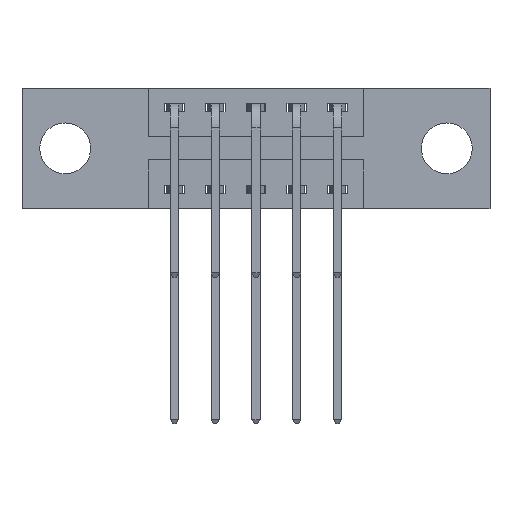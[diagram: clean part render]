
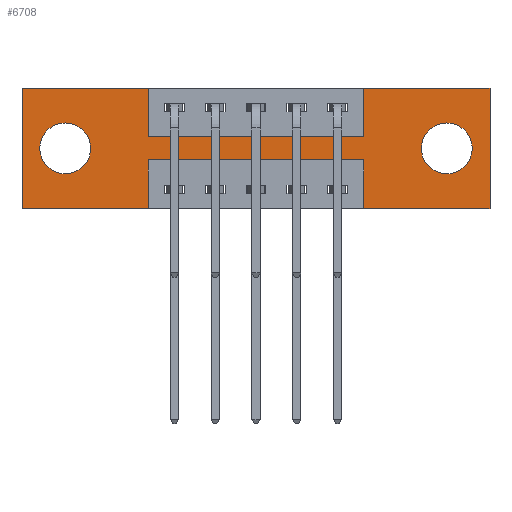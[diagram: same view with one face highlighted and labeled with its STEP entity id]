
A CAD part, front view. The second image highlights one B-rep face of the part: STEP entity #6708.
In plain terms, the highlighted planar face has unit normal (0, -1, 0).
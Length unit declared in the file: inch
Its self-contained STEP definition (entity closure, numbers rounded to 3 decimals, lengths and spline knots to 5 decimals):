
#262 = CARTESIAN_POINT ( 'NONE',  ( 1.435, 0., 0. ) ) ;
#337 = VERTEX_POINT ( 'NONE', #4125 ) ;
#411 = EDGE_CURVE ( 'NONE', #4912, #3759, #9485, .T. ) ;
#416 = EDGE_LOOP ( 'NONE', ( #9268, #3256 ) ) ;
#426 = EDGE_CURVE ( 'NONE', #3622, #9531, #9405, .T. ) ;
#454 = LINE ( 'NONE', #9954, #3614 ) ;
#477 = EDGE_CURVE ( 'NONE', #7262, #5875, #9261, .T. ) ;
#559 = VECTOR ( 'NONE', #4406, 39.37008 ) ;
#597 = LINE ( 'NONE', #4507, #559 ) ;
#623 = VECTOR ( 'NONE', #5050, 39.37008 ) ;
#662 = EDGE_CURVE ( 'NONE', #3759, #4912, #8395, .T. ) ;
#674 = LINE ( 'NONE', #4929, #623 ) ;
#811 = VECTOR ( 'NONE', #4701, 39.37008 ) ;
#857 = DIRECTION ( 'NONE',  ( 0., -1., 0. ) ) ;
#876 = LINE ( 'NONE', #4603, #811 ) ;
#936 = EDGE_CURVE ( 'NONE', #9531, #3622, #7554, .T. ) ;
#951 = CARTESIAN_POINT ( 'NONE',  ( 0.3875, 0., 0. ) ) ;
#1019 = ORIENTED_EDGE ( 'NONE', *, *, #411, .T. ) ;
#1139 = VERTEX_POINT ( 'NONE', #4924 ) ;
#1238 = VECTOR ( 'NONE', #2629, 39.37008 ) ;
#1332 = CARTESIAN_POINT ( 'NONE',  ( 0.1325, 0., -0.107 ) ) ;
#1375 = EDGE_CURVE ( 'NONE', #1139, #7262, #5573, .T. ) ;
#1382 = DIRECTION ( 'NONE',  ( 0., 0., 1. ) ) ;
#1791 = CARTESIAN_POINT ( 'NONE',  ( 1.0475, 0., -0.37 ) ) ;
#1833 = CARTESIAN_POINT ( 'NONE',  ( 0., 0., -0.37 ) ) ;
#1905 = EDGE_CURVE ( 'NONE', #5849, #1139, #3637, .T. ) ;
#2014 = ORIENTED_EDGE ( 'NONE', *, *, #5020, .F. ) ;
#2092 = ORIENTED_EDGE ( 'NONE', *, *, #8649, .F. ) ;
#2113 = CARTESIAN_POINT ( 'NONE',  ( 1.435, 0., 0. ) ) ;
#2214 = DIRECTION ( 'NONE',  ( -1., 0., 0. ) ) ;
#2239 = CARTESIAN_POINT ( 'NONE',  ( 0., 0., -0.37 ) ) ;
#2394 = DIRECTION ( 'NONE',  ( 0., 1., 0. ) ) ;
#2464 = ORIENTED_EDGE ( 'NONE', *, *, #2606, .F. ) ;
#2538 = ORIENTED_EDGE ( 'NONE', *, *, #4364, .F. ) ;
#2606 = EDGE_CURVE ( 'NONE', #337, #7931, #876, .T. ) ;
#2629 = DIRECTION ( 'NONE',  ( 1., 0., 0. ) ) ;
#2682 = EDGE_CURVE ( 'NONE', #3912, #337, #674, .T. ) ;
#2703 = EDGE_CURVE ( 'NONE', #5161, #3912, #597, .T. ) ;
#2759 = VERTEX_POINT ( 'NONE', #1833 ) ;
#2804 = CARTESIAN_POINT ( 'NONE',  ( 1.3025, 0., -0.107 ) ) ;
#2862 = CARTESIAN_POINT ( 'NONE',  ( 0., 0., 0. ) ) ;
#2945 = CARTESIAN_POINT ( 'NONE',  ( 1.3025, 0., -0.185 ) ) ;
#3256 = ORIENTED_EDGE ( 'NONE', *, *, #936, .T. ) ;
#3295 = ORIENTED_EDGE ( 'NONE', *, *, #662, .T. ) ;
#3409 = DIRECTION ( 'NONE',  ( 0., 0., -1. ) ) ;
#3446 = ORIENTED_EDGE ( 'NONE', *, *, #2682, .F. ) ;
#3515 = VERTEX_POINT ( 'NONE', #10026 ) ;
#3539 = VECTOR ( 'NONE', #9689, 39.37008 ) ;
#3614 = VECTOR ( 'NONE', #8855, 39.37008 ) ;
#3622 = VERTEX_POINT ( 'NONE', #1332 ) ;
#3628 = DIRECTION ( 'NONE',  ( 0., 1., 0. ) ) ;
#3637 = LINE ( 'NONE', #1791, #3539 ) ;
#3737 = DIRECTION ( 'NONE',  ( 0., 0., -1. ) ) ;
#3759 = VERTEX_POINT ( 'NONE', #9806 ) ;
#3828 = LINE ( 'NONE', #2239, #7777 ) ;
#3885 = CARTESIAN_POINT ( 'NONE',  ( 0., 0., -0.37 ) ) ;
#3912 = VERTEX_POINT ( 'NONE', #8522 ) ;
#4077 = ORIENTED_EDGE ( 'NONE', *, *, #1375, .F. ) ;
#4125 = CARTESIAN_POINT ( 'NONE',  ( 1.0475, 0., -0.15 ) ) ;
#4238 = DIRECTION ( 'NONE',  ( -1., 0., 0. ) ) ;
#4248 = CARTESIAN_POINT ( 'NONE',  ( 0., 0., -0.37 ) ) ;
#4356 = CARTESIAN_POINT ( 'NONE',  ( 0.1325, 0., -0.263 ) ) ;
#4364 = EDGE_CURVE ( 'NONE', #5875, #2759, #7134, .T. ) ;
#4406 = DIRECTION ( 'NONE',  ( 0., 0., -1. ) ) ;
#4453 = PLANE ( 'NONE',  #8899 ) ;
#4507 = CARTESIAN_POINT ( 'NONE',  ( 0.3875, 0., 0. ) ) ;
#4577 = ORIENTED_EDGE ( 'NONE', *, *, #5572, .F. ) ;
#4603 = CARTESIAN_POINT ( 'NONE',  ( 1.0475, 0., 0. ) ) ;
#4654 = AXIS2_PLACEMENT_3D ( 'NONE', #6755, #2394, #6561 ) ;
#4701 = DIRECTION ( 'NONE',  ( 0., 0., 1. ) ) ;
#4825 = CARTESIAN_POINT ( 'NONE',  ( 0.1325, 0., -0.185 ) ) ;
#4912 = VERTEX_POINT ( 'NONE', #2804 ) ;
#4924 = CARTESIAN_POINT ( 'NONE',  ( 1.0475, 0., -0.22 ) ) ;
#4929 = CARTESIAN_POINT ( 'NONE',  ( 0.3875, 0., -0.15 ) ) ;
#4954 = DIRECTION ( 'NONE',  ( 0., 0., -1. ) ) ;
#5020 = EDGE_CURVE ( 'NONE', #2759, #3515, #8800, .T. ) ;
#5046 = EDGE_LOOP ( 'NONE', ( #1019, #3295 ) ) ;
#5050 = DIRECTION ( 'NONE',  ( 1., 0., 0. ) ) ;
#5051 = LINE ( 'NONE', #2113, #9885 ) ;
#5161 = VERTEX_POINT ( 'NONE', #951 ) ;
#5183 = ORIENTED_EDGE ( 'NONE', *, *, #2703, .F. ) ;
#5247 = FACE_BOUND ( 'NONE', #5046, .T. ) ;
#5299 = EDGE_CURVE ( 'NONE', #5531, #6046, #5051, .T. ) ;
#5327 = EDGE_CURVE ( 'NONE', #3515, #5161, #5811, .T. ) ;
#5412 = VECTOR ( 'NONE', #6525, 39.37008 ) ;
#5531 = VERTEX_POINT ( 'NONE', #262 ) ;
#5572 = EDGE_CURVE ( 'NONE', #7931, #5531, #454, .T. ) ;
#5573 = LINE ( 'NONE', #9753, #5412 ) ;
#5782 = CARTESIAN_POINT ( 'NONE',  ( 0.3875, 0., -0.37 ) ) ;
#5811 = LINE ( 'NONE', #2862, #1238 ) ;
#5840 = VECTOR ( 'NONE', #4238, 39.37008 ) ;
#5849 = VERTEX_POINT ( 'NONE', #8807 ) ;
#5875 = VERTEX_POINT ( 'NONE', #8747 ) ;
#6046 = VERTEX_POINT ( 'NONE', #8560 ) ;
#6385 = FACE_OUTER_BOUND ( 'NONE', #8146, .T. ) ;
#6390 = ORIENTED_EDGE ( 'NONE', *, *, #477, .F. ) ;
#6525 = DIRECTION ( 'NONE',  ( -1., 0., 0. ) ) ;
#6561 = DIRECTION ( 'NONE',  ( 0., 0., -1. ) ) ;
#6708 = ADVANCED_FACE ( 'NONE', ( #5247, #9061, #6385 ), #4453, .T. ) ;
#6755 = CARTESIAN_POINT ( 'NONE',  ( 1.3025, 0., -0.185 ) ) ;
#6843 = AXIS2_PLACEMENT_3D ( 'NONE', #4825, #8333, #8084 ) ;
#7100 = ORIENTED_EDGE ( 'NONE', *, *, #5327, .F. ) ;
#7134 = LINE ( 'NONE', #4248, #5840 ) ;
#7262 = VERTEX_POINT ( 'NONE', #7432 ) ;
#7411 = DIRECTION ( 'NONE',  ( 0., 0., 1. ) ) ;
#7432 = CARTESIAN_POINT ( 'NONE',  ( 0.3875, 0., -0.22 ) ) ;
#7498 = CARTESIAN_POINT ( 'NONE',  ( 0., 0., 0. ) ) ;
#7554 = CIRCLE ( 'NONE', #6843, 0.078 ) ;
#7662 = CARTESIAN_POINT ( 'NONE',  ( 0.1325, 0., -0.185 ) ) ;
#7713 = CARTESIAN_POINT ( 'NONE',  ( 1.0475, 0., 0. ) ) ;
#7777 = VECTOR ( 'NONE', #2214, 39.37008 ) ;
#7931 = VERTEX_POINT ( 'NONE', #7713 ) ;
#8055 = ORIENTED_EDGE ( 'NONE', *, *, #1905, .F. ) ;
#8084 = DIRECTION ( 'NONE',  ( 0., 0., 1. ) ) ;
#8146 = EDGE_LOOP ( 'NONE', ( #6390, #4077, #8055, #2092, #8634, #4577, #2464, #3446, #5183, #7100, #2014, #2538 ) ) ;
#8333 = DIRECTION ( 'NONE',  ( 0., 1., 0. ) ) ;
#8395 = CIRCLE ( 'NONE', #4654, 0.078 ) ;
#8402 = AXIS2_PLACEMENT_3D ( 'NONE', #7662, #8633, #1382 ) ;
#8452 = AXIS2_PLACEMENT_3D ( 'NONE', #2945, #3628, #8775 ) ;
#8522 = CARTESIAN_POINT ( 'NONE',  ( 0.3875, 0., -0.15 ) ) ;
#8560 = CARTESIAN_POINT ( 'NONE',  ( 1.435, 0., -0.37 ) ) ;
#8633 = DIRECTION ( 'NONE',  ( 0., 1., 0. ) ) ;
#8634 = ORIENTED_EDGE ( 'NONE', *, *, #5299, .F. ) ;
#8649 = EDGE_CURVE ( 'NONE', #6046, #5849, #3828, .T. ) ;
#8747 = CARTESIAN_POINT ( 'NONE',  ( 0.3875, 0., -0.37 ) ) ;
#8773 = VECTOR ( 'NONE', #7411, 39.37008 ) ;
#8775 = DIRECTION ( 'NONE',  ( 0., 0., -1. ) ) ;
#8800 = LINE ( 'NONE', #7498, #8773 ) ;
#8807 = CARTESIAN_POINT ( 'NONE',  ( 1.0475, 0., -0.37 ) ) ;
#8855 = DIRECTION ( 'NONE',  ( 1., 0., 0. ) ) ;
#8899 = AXIS2_PLACEMENT_3D ( 'NONE', #3885, #857, #3737 ) ;
#9059 = VECTOR ( 'NONE', #4954, 39.37008 ) ;
#9061 = FACE_BOUND ( 'NONE', #416, .T. ) ;
#9261 = LINE ( 'NONE', #5782, #9059 ) ;
#9268 = ORIENTED_EDGE ( 'NONE', *, *, #426, .T. ) ;
#9405 = CIRCLE ( 'NONE', #8402, 0.078 ) ;
#9485 = CIRCLE ( 'NONE', #8452, 0.078 ) ;
#9531 = VERTEX_POINT ( 'NONE', #4356 ) ;
#9689 = DIRECTION ( 'NONE',  ( 0., 0., 1. ) ) ;
#9753 = CARTESIAN_POINT ( 'NONE',  ( 0.3875, 0., -0.22 ) ) ;
#9806 = CARTESIAN_POINT ( 'NONE',  ( 1.3025, 0., -0.263 ) ) ;
#9885 = VECTOR ( 'NONE', #3409, 39.37008 ) ;
#9954 = CARTESIAN_POINT ( 'NONE',  ( 0., 0., 0. ) ) ;
#10026 = CARTESIAN_POINT ( 'NONE',  ( 0., 0., 0. ) ) ;
